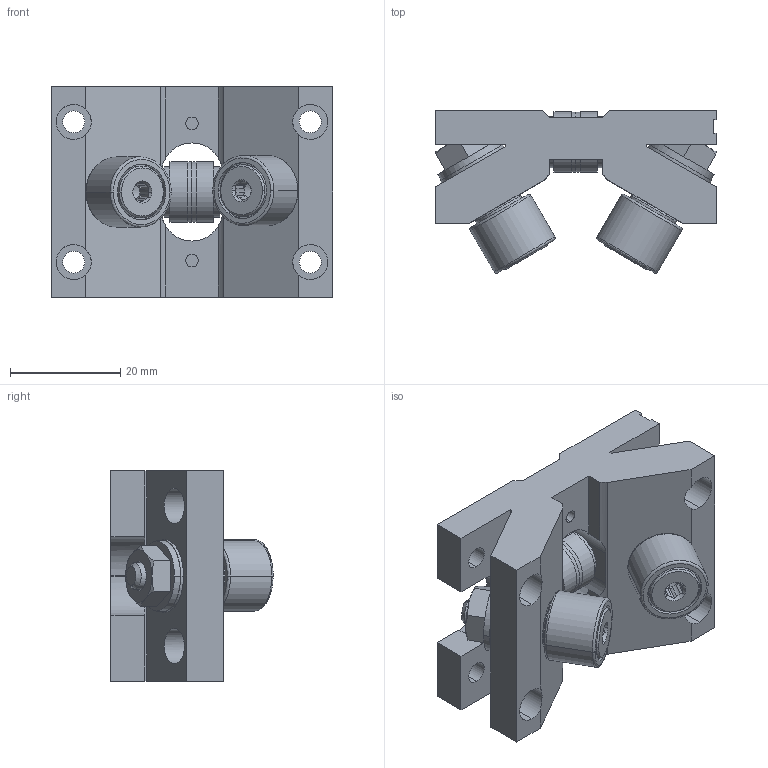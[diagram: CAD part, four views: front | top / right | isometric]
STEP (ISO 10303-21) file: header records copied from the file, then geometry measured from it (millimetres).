
FILE_DESCRIPTION (( 'STEP AP203' ), '1' );
FILE_NAME ('SPB-08-OPN.step', '2024-10-21T11:11:36', ( '' ), ( '' ), 'SwSTEP 2.0', 'SolidWorks 2023', '' );
FILE_SCHEMA (( 'CONFIG_CONTROL_DESIGN' ));
Length unit declared in the file: inch
Products named in the file (1): SPB-08-OPN
Bounding box: 51.07 x 29.37 x 38.1 mm (x, y, z)
Volume: 25852.9 mm3; surface area: 13881.6 mm2
Topology: 10 solids, 10 shells, 310 faces, 777 edges, 496 vertices
Faces by surface type: plane 135, cylinder 107, cone 56, bspline 8, torus 4
Entity records: 9966 total; most frequent: CARTESIAN_POINT 2412, DIRECTION 1585, ORIENTED_EDGE 1546, EDGE_CURVE 773, AXIS2_PLACEMENT_3D 605, VERTEX_POINT 496, LINE 375, VECTOR 375
